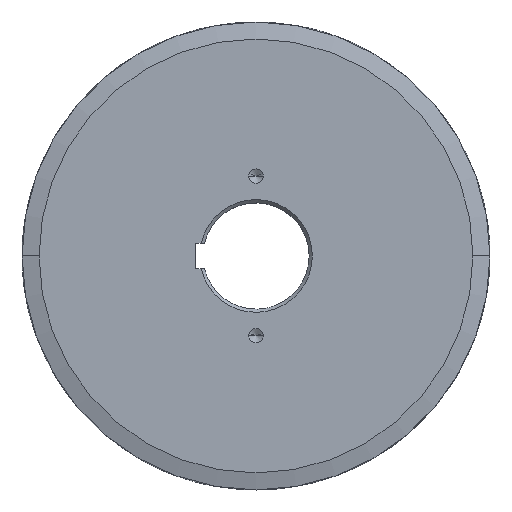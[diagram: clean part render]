
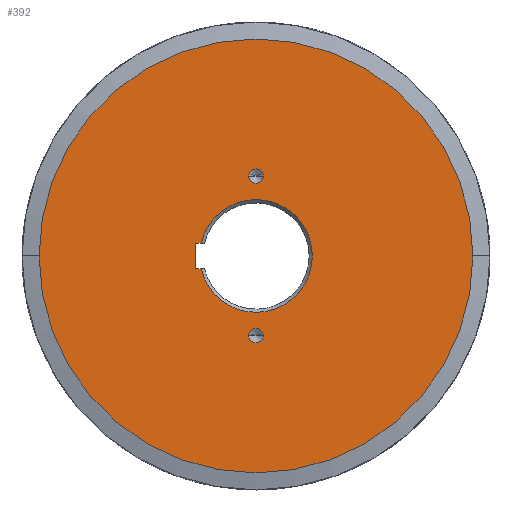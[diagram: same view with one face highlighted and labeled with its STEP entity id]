
A CAD part, top view. The second image highlights one B-rep face of the part: STEP entity #392.
In plain terms, the highlighted planar face has unit normal (0, 0, 1).
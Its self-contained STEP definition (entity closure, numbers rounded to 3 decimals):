
#172=PLANE('',#1934);
#179=LINE('',#3252,#230);
#180=LINE('',#3254,#231);
#181=LINE('',#3256,#232);
#230=VECTOR('',#2059,1.);
#231=VECTOR('',#2060,1.);
#232=VECTOR('',#2061,1.);
#281=FACE_BOUND('',#624,.T.);
#282=FACE_BOUND('',#625,.T.);
#283=FACE_BOUND('',#626,.T.);
#284=FACE_BOUND('',#627,.T.);
#298=CIRCLE('',#1927,102.);
#299=CIRCLE('',#1928,102.);
#300=CIRCLE('',#1929,26.5);
#301=CIRCLE('',#1930,3.4);
#302=CIRCLE('',#1931,3.4);
#303=CIRCLE('',#1932,3.4);
#304=CIRCLE('',#1933,3.4);
#392=ADVANCED_FACE('',(#281,#282,#283,#284),#172,.F.);
#624=EDGE_LOOP('',(#884,#885));
#625=EDGE_LOOP('',(#886,#887,#888,#889));
#626=EDGE_LOOP('',(#890,#891));
#627=EDGE_LOOP('',(#892,#893));
#884=ORIENTED_EDGE('',*,*,#1637,.T.);
#885=ORIENTED_EDGE('',*,*,#1638,.T.);
#886=ORIENTED_EDGE('',*,*,#1639,.T.);
#887=ORIENTED_EDGE('',*,*,#1640,.F.);
#888=ORIENTED_EDGE('',*,*,#1641,.F.);
#889=ORIENTED_EDGE('',*,*,#1642,.F.);
#890=ORIENTED_EDGE('',*,*,#1643,.F.);
#891=ORIENTED_EDGE('',*,*,#1644,.F.);
#892=ORIENTED_EDGE('',*,*,#1645,.F.);
#893=ORIENTED_EDGE('',*,*,#1646,.F.);
#1454=VERTEX_POINT('',#3246);
#1455=VERTEX_POINT('',#3247);
#1456=VERTEX_POINT('',#3250);
#1457=VERTEX_POINT('',#3251);
#1458=VERTEX_POINT('',#3253);
#1459=VERTEX_POINT('',#3255);
#1460=VERTEX_POINT('',#3258);
#1461=VERTEX_POINT('',#3259);
#1462=VERTEX_POINT('',#3262);
#1463=VERTEX_POINT('',#3263);
#1637=EDGE_CURVE('',#1454,#1455,#298,.T.);
#1638=EDGE_CURVE('',#1455,#1454,#299,.T.);
#1639=EDGE_CURVE('',#1456,#1457,#300,.T.);
#1640=EDGE_CURVE('',#1458,#1457,#179,.T.);
#1641=EDGE_CURVE('',#1459,#1458,#180,.T.);
#1642=EDGE_CURVE('',#1456,#1459,#181,.T.);
#1643=EDGE_CURVE('',#1460,#1461,#301,.T.);
#1644=EDGE_CURVE('',#1461,#1460,#302,.T.);
#1645=EDGE_CURVE('',#1462,#1463,#303,.T.);
#1646=EDGE_CURVE('',#1463,#1462,#304,.T.);
#1927=AXIS2_PLACEMENT_3D('',#3245,#2053,#2054);
#1928=AXIS2_PLACEMENT_3D('',#3248,#2055,#2056);
#1929=AXIS2_PLACEMENT_3D('',#3249,#2057,#2058);
#1930=AXIS2_PLACEMENT_3D('',#3257,#2062,#2063);
#1931=AXIS2_PLACEMENT_3D('',#3260,#2064,#2065);
#1932=AXIS2_PLACEMENT_3D('',#3261,#2066,#2067);
#1933=AXIS2_PLACEMENT_3D('',#3264,#2068,#2069);
#1934=AXIS2_PLACEMENT_3D('',#3265,#2070,#2071);
#2053=DIRECTION('',(0.,0.,1.));
#2054=DIRECTION('',(1.,0.,0.));
#2055=DIRECTION('',(0.,0.,1.));
#2056=DIRECTION('',(-1.,0.,0.));
#2057=DIRECTION('',(0.,0.,-1.));
#2058=DIRECTION('',(-0.974,0.226,0.));
#2059=DIRECTION('',(1.,0.,0.));
#2060=DIRECTION('',(0.,-1.,0.));
#2061=DIRECTION('',(-1.,0.,0.));
#2062=DIRECTION('',(0.,0.,1.));
#2063=DIRECTION('',(1.,0.,0.));
#2064=DIRECTION('',(0.,0.,1.));
#2065=DIRECTION('',(-1.,0.,0.));
#2066=DIRECTION('',(0.,0.,1.));
#2067=DIRECTION('',(-1.,0.,0.));
#2068=DIRECTION('',(0.,0.,1.));
#2069=DIRECTION('',(1.,0.,0.));
#2070=DIRECTION('',(0.,0.,-1.));
#2071=DIRECTION('',(-1.,0.,0.));
#3245=CARTESIAN_POINT('',(0.,0.,35.));
#3246=CARTESIAN_POINT('',(102.,0.,35.));
#3247=CARTESIAN_POINT('',(-102.,0.,35.));
#3248=CARTESIAN_POINT('',(0.,0.,35.));
#3249=CARTESIAN_POINT('',(0.,0.,35.));
#3250=CARTESIAN_POINT('',(-25.812,6.,35.));
#3251=CARTESIAN_POINT('',(-25.812,-6.,35.));
#3252=CARTESIAN_POINT('',(-28.3,-6.,35.));
#3253=CARTESIAN_POINT('',(-28.3,-6.,35.));
#3254=CARTESIAN_POINT('',(-28.3,6.,35.));
#3255=CARTESIAN_POINT('',(-28.3,6.,35.));
#3256=CARTESIAN_POINT('',(-25.812,6.,35.));
#3257=CARTESIAN_POINT('',(0.,37.5,35.));
#3258=CARTESIAN_POINT('',(3.4,37.5,35.));
#3259=CARTESIAN_POINT('',(-3.4,37.5,35.));
#3260=CARTESIAN_POINT('',(0.,37.5,35.));
#3261=CARTESIAN_POINT('',(0.,-37.5,35.));
#3262=CARTESIAN_POINT('',(-3.4,-37.5,35.));
#3263=CARTESIAN_POINT('',(3.4,-37.5,35.));
#3264=CARTESIAN_POINT('',(0.,-37.5,35.));
#3265=CARTESIAN_POINT('',(0.,0.,35.));
